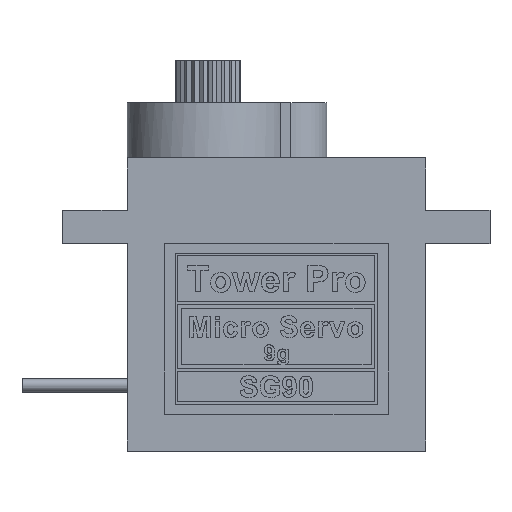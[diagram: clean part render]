
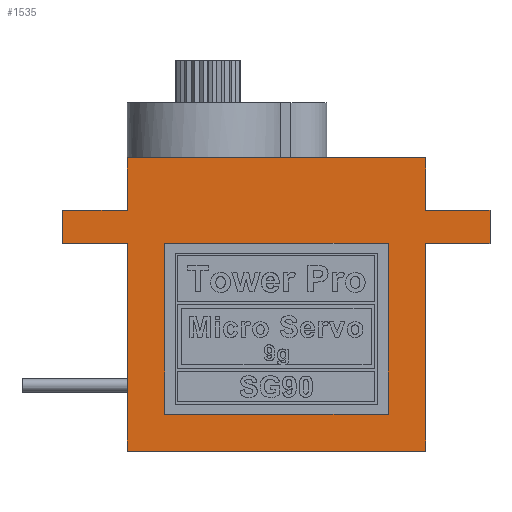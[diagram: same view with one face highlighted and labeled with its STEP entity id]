
A CAD part, top view. The second image highlights one B-rep face of the part: STEP entity #1535.
In plain terms, the highlighted free-form (B-spline) face has degree [1, 1] with [2, 2] control points.
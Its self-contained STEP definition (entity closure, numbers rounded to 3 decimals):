
#311 = VERTEX_POINT('',#312);
#312 = CARTESIAN_POINT('',(0.,15.967,0.));
#317 = EDGE_CURVE('',#311,#318,#320,.T.);
#318 = VERTEX_POINT('',#319);
#319 = CARTESIAN_POINT('',(-4.952,15.967,0.));
#320 = B_SPLINE_CURVE_WITH_KNOTS('',1,(#321,#322),.UNSPECIFIED.,.F.,.F.,
  (2,2),(0.,4.9),.PIECEWISE_BEZIER_KNOTS.);
#321 = CARTESIAN_POINT('',(0.,15.967,0.));
#322 = CARTESIAN_POINT('',(-4.952,15.967,0.));
#387 = VERTEX_POINT('',#388);
#388 = CARTESIAN_POINT('',(-4.952,18.494,0.));
#393 = EDGE_CURVE('',#394,#387,#396,.T.);
#394 = VERTEX_POINT('',#395);
#395 = CARTESIAN_POINT('',(0.,18.494,0.));
#396 = B_SPLINE_CURVE_WITH_KNOTS('',1,(#397,#398),.UNSPECIFIED.,.F.,.F.,
  (2,2),(0.,4.9),.PIECEWISE_BEZIER_KNOTS.);
#397 = CARTESIAN_POINT('',(0.,18.494,0.));
#398 = CARTESIAN_POINT('',(-4.952,18.494,0.));
#425 = EDGE_CURVE('',#387,#318,#426,.T.);
#426 = B_SPLINE_CURVE_WITH_KNOTS('',1,(#427,#428),.UNSPECIFIED.,.F.,.F.,
  (2,2),(-2.5,0.),.PIECEWISE_BEZIER_KNOTS.);
#427 = CARTESIAN_POINT('',(-4.952,18.494,0.));
#428 = CARTESIAN_POINT('',(-4.952,15.967,0.));
#440 = EDGE_CURVE('',#394,#441,#443,.T.);
#441 = VERTEX_POINT('',#442);
#442 = CARTESIAN_POINT('',(0.,22.536,0.));
#443 = B_SPLINE_CURVE_WITH_KNOTS('',1,(#444,#445),.UNSPECIFIED.,.F.,.F.,
  (2,2),(18.3,22.3),.PIECEWISE_BEZIER_KNOTS.);
#444 = CARTESIAN_POINT('',(0.,18.494,0.));
#445 = CARTESIAN_POINT('',(0.,22.536,0.));
#487 = VERTEX_POINT('',#488);
#488 = CARTESIAN_POINT('',(0.,0.,0.));
#493 = EDGE_CURVE('',#487,#311,#494,.T.);
#494 = B_SPLINE_CURVE_WITH_KNOTS('',1,(#495,#496),.UNSPECIFIED.,.F.,.F.,
  (2,2),(0.,15.8),.PIECEWISE_BEZIER_KNOTS.);
#495 = CARTESIAN_POINT('',(0.,0.,0.));
#496 = CARTESIAN_POINT('',(0.,15.967,0.));
#818 = VERTEX_POINT('',#819);
#819 = CARTESIAN_POINT('',(27.892,18.494,0.));
#824 = EDGE_CURVE('',#818,#825,#827,.T.);
#825 = VERTEX_POINT('',#826);
#826 = CARTESIAN_POINT('',(27.892,15.967,0.));
#827 = B_SPLINE_CURVE_WITH_KNOTS('',1,(#828,#829),.UNSPECIFIED.,.F.,.F.,
  (2,2),(-2.5,0.),.PIECEWISE_BEZIER_KNOTS.);
#828 = CARTESIAN_POINT('',(27.892,18.494,0.));
#829 = CARTESIAN_POINT('',(27.892,15.967,0.));
#856 = VERTEX_POINT('',#857);
#857 = CARTESIAN_POINT('',(22.941,18.494,0.));
#862 = EDGE_CURVE('',#856,#818,#863,.T.);
#863 = B_SPLINE_CURVE_WITH_KNOTS('',1,(#864,#865),.UNSPECIFIED.,.F.,.F.,
  (2,2),(0.,4.9),.PIECEWISE_BEZIER_KNOTS.);
#864 = CARTESIAN_POINT('',(22.941,18.494,0.));
#865 = CARTESIAN_POINT('',(27.892,18.494,0.));
#894 = EDGE_CURVE('',#895,#825,#897,.T.);
#895 = VERTEX_POINT('',#896);
#896 = CARTESIAN_POINT('',(22.941,15.967,0.));
#897 = B_SPLINE_CURVE_WITH_KNOTS('',1,(#898,#899),.UNSPECIFIED.,.F.,.F.,
  (2,2),(0.,4.9),.PIECEWISE_BEZIER_KNOTS.);
#898 = CARTESIAN_POINT('',(22.941,15.967,0.));
#899 = CARTESIAN_POINT('',(27.892,15.967,0.));
#923 = EDGE_CURVE('',#924,#895,#926,.T.);
#924 = VERTEX_POINT('',#925);
#925 = CARTESIAN_POINT('',(22.941,0.,0.));
#926 = B_SPLINE_CURVE_WITH_KNOTS('',1,(#927,#928),.UNSPECIFIED.,.F.,.F.,
  (2,2),(0.,15.8),.PIECEWISE_BEZIER_KNOTS.);
#927 = CARTESIAN_POINT('',(22.941,0.,0.));
#928 = CARTESIAN_POINT('',(22.941,15.967,0.));
#959 = VERTEX_POINT('',#960);
#960 = CARTESIAN_POINT('',(22.941,22.536,0.));
#965 = EDGE_CURVE('',#856,#959,#966,.T.);
#966 = B_SPLINE_CURVE_WITH_KNOTS('',1,(#967,#968),.UNSPECIFIED.,.F.,.F.,
  (2,2),(18.3,22.3),.PIECEWISE_BEZIER_KNOTS.);
#967 = CARTESIAN_POINT('',(22.941,18.494,0.));
#968 = CARTESIAN_POINT('',(22.941,22.536,0.));
#1092 = VERTEX_POINT('',#1093);
#1093 = CARTESIAN_POINT('',(6.215,22.536,0.));
#1218 = EDGE_CURVE('',#441,#1092,#1219,.T.);
#1219 = B_SPLINE_CURVE_WITH_KNOTS('',1,(#1220,#1221),.UNSPECIFIED.,.F.,
  .F.,(2,2),(0.,6.15),.PIECEWISE_BEZIER_KNOTS.);
#1220 = CARTESIAN_POINT('',(0.,22.536,0.));
#1221 = CARTESIAN_POINT('',(6.215,22.536,0.));
#1251 = EDGE_CURVE('',#1092,#959,#1252,.T.);
#1252 = B_SPLINE_CURVE_WITH_KNOTS('',1,(#1253,#1254),.UNSPECIFIED.,.F.,
  .F.,(2,2),(6.15,22.7),.PIECEWISE_BEZIER_KNOTS.);
#1253 = CARTESIAN_POINT('',(6.215,22.536,0.));
#1254 = CARTESIAN_POINT('',(22.941,22.536,0.));
#1535 = ADVANCED_FACE('',(#1536),#1555,.T.);
#1536 = FACE_BOUND('',#1537,.T.);
#1537 = EDGE_LOOP('',(#1538,#1543,#1544,#1545,#1546,#1547,#1548,#1549,
    #1550,#1551,#1552,#1553,#1554));
#1538 = ORIENTED_EDGE('',*,*,#1539,.T.);
#1539 = EDGE_CURVE('',#487,#924,#1540,.T.);
#1540 = B_SPLINE_CURVE_WITH_KNOTS('',1,(#1541,#1542),.UNSPECIFIED.,.F.,
  .F.,(2,2),(0.,22.7),.PIECEWISE_BEZIER_KNOTS.);
#1541 = CARTESIAN_POINT('',(0.,0.,0.));
#1542 = CARTESIAN_POINT('',(22.941,0.,0.));
#1543 = ORIENTED_EDGE('',*,*,#923,.T.);
#1544 = ORIENTED_EDGE('',*,*,#894,.T.);
#1545 = ORIENTED_EDGE('',*,*,#824,.F.);
#1546 = ORIENTED_EDGE('',*,*,#862,.F.);
#1547 = ORIENTED_EDGE('',*,*,#965,.T.);
#1548 = ORIENTED_EDGE('',*,*,#1251,.F.);
#1549 = ORIENTED_EDGE('',*,*,#1218,.F.);
#1550 = ORIENTED_EDGE('',*,*,#440,.F.);
#1551 = ORIENTED_EDGE('',*,*,#393,.T.);
#1552 = ORIENTED_EDGE('',*,*,#425,.T.);
#1553 = ORIENTED_EDGE('',*,*,#317,.F.);
#1554 = ORIENTED_EDGE('',*,*,#493,.F.);
#1555 = B_SPLINE_SURFACE_WITH_KNOTS('',1,1,(
    (#1556,#1557)
    ,(#1558,#1559
    )),.UNSPECIFIED.,.F.,.F.,.F.,(2,2),(2,2),(-4.9,27.6),(0.,22.3),
  .PIECEWISE_BEZIER_KNOTS.);
#1556 = CARTESIAN_POINT('',(-4.952,0.,0.));
#1557 = CARTESIAN_POINT('',(-4.952,22.536,0.));
#1558 = CARTESIAN_POINT('',(27.892,0.,0.));
#1559 = CARTESIAN_POINT('',(27.892,22.536,0.));
